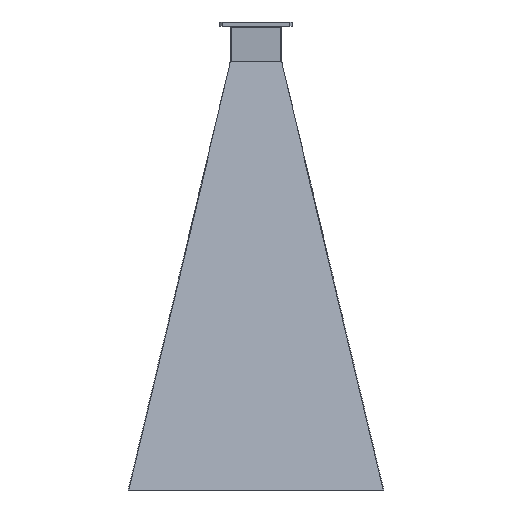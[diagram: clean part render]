
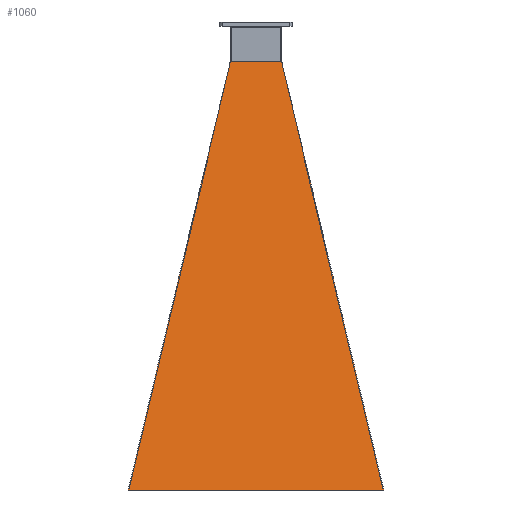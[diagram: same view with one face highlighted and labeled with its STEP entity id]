
A CAD part, front view. The second image highlights one B-rep face of the part: STEP entity #1060.
In plain terms, the highlighted planar face has unit normal (0, -0.983, 0.183).
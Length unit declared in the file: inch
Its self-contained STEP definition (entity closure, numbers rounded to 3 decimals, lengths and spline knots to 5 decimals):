
#11 = CARTESIAN_POINT ( 'NONE',  ( -11.06, -8.06, -40.5 ) ) ;
#20 = CARTESIAN_POINT ( 'NONE',  ( 0.73667, -1.135, -3.375 ) ) ;
#145 = CARTESIAN_POINT ( 'NONE',  ( 0., -0.48846, 0.09111 ) ) ;
#173 = CARTESIAN_POINT ( 'NONE',  ( 11.06, -8.06, -40.5 ) ) ;
#204 = EDGE_CURVE ( 'NONE', #1446, #720, #1655, .T. ) ;
#235 = AXIS2_PLACEMENT_3D ( 'NONE', #145, #432, #574 ) ;
#239 = B_SPLINE_CURVE_WITH_KNOTS ( 'NONE', 3,
 ( #888, #20, #1714, #1455 ),
 .UNSPECIFIED., .F., .F.,
 ( 4, 4 ),
 ( 0., 1. ),
 .UNSPECIFIED. ) ;
#273 = VERTEX_POINT ( 'NONE', #1181 ) ;
#432 = DIRECTION ( 'NONE',  ( 0., -0.983, 0.183 ) ) ;
#517 = DIRECTION ( 'NONE',  ( 1., 0., 0. ) ) ;
#545 = LINE ( 'NONE', #11, #1688 ) ;
#560 = VECTOR ( 'NONE', #517, 39.37008 ) ;
#568 = CARTESIAN_POINT ( 'NONE',  ( 2.21, -1.135, -3.375 ) ) ;
#574 = DIRECTION ( 'NONE',  ( 0., -0.183, -0.983 ) ) ;
#597 = DIRECTION ( 'NONE',  ( 0.228, 0.179, 0.957 ) ) ;
#720 = VERTEX_POINT ( 'NONE', #1654 ) ;
#772 = EDGE_CURVE ( 'NONE', #1446, #273, #545, .T. ) ;
#798 = EDGE_CURVE ( 'NONE', #1420, #273, #239, .T. ) ;
#803 = FACE_OUTER_BOUND ( 'NONE', #1124, .T. ) ;
#857 = LINE ( 'NONE', #173, #1162 ) ;
#888 = CARTESIAN_POINT ( 'NONE',  ( 2.21, -1.135, -3.375 ) ) ;
#1060 = ADVANCED_FACE ( 'NONE', ( #803 ), #1816, .T. ) ;
#1077 = CARTESIAN_POINT ( 'NONE',  ( -11.06, -8.06, -40.5 ) ) ;
#1088 = ORIENTED_EDGE ( 'NONE', *, *, #204, .T. ) ;
#1124 = EDGE_LOOP ( 'NONE', ( #1611, #1245, #1549, #1088 ) ) ;
#1162 = VECTOR ( 'NONE', #1438, 39.37008 ) ;
#1181 = CARTESIAN_POINT ( 'NONE',  ( -2.21, -1.135, -3.375 ) ) ;
#1245 = ORIENTED_EDGE ( 'NONE', *, *, #798, .T. ) ;
#1420 = VERTEX_POINT ( 'NONE', #568 ) ;
#1438 = DIRECTION ( 'NONE',  ( -0.228, 0.179, 0.957 ) ) ;
#1446 = VERTEX_POINT ( 'NONE', #1675 ) ;
#1455 = CARTESIAN_POINT ( 'NONE',  ( -2.21, -1.135, -3.375 ) ) ;
#1549 = ORIENTED_EDGE ( 'NONE', *, *, #772, .F. ) ;
#1591 = EDGE_CURVE ( 'NONE', #720, #1420, #857, .T. ) ;
#1611 = ORIENTED_EDGE ( 'NONE', *, *, #1591, .T. ) ;
#1654 = CARTESIAN_POINT ( 'NONE',  ( 11.06, -8.06, -40.5 ) ) ;
#1655 = LINE ( 'NONE', #1077, #560 ) ;
#1675 = CARTESIAN_POINT ( 'NONE',  ( -11.06, -8.06, -40.5 ) ) ;
#1688 = VECTOR ( 'NONE', #597, 39.37008 ) ;
#1714 = CARTESIAN_POINT ( 'NONE',  ( -0.73667, -1.135, -3.375 ) ) ;
#1816 = PLANE ( 'NONE',  #235 ) ;
